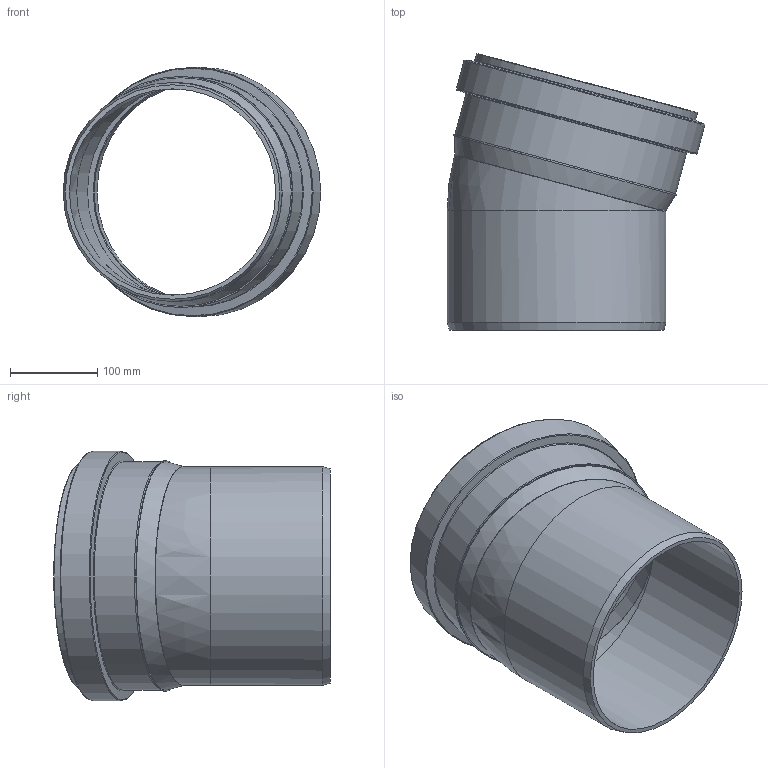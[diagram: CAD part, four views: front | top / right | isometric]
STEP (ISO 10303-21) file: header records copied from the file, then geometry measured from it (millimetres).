
FILE_DESCRIPTION(/* description */ (''),/* implementation_level */ '2;1');
FILE_NAME(/* name */ '224200 KGB Bogen DN_OD 250_15°.stp',/* time_stamp */ '2017-04-22T11:32:37+02:00',/* author */ ('user1'),/* organization */ (''),/* preprocessor_version */ 'ST-DEVELOPER v16.1',/* originating_system */ 'Autodesk Inventor 2016',/* authorisation */ '');
FILE_SCHEMA (('AUTOMOTIVE_DESIGN { 1 0 10303 214 3 1 1 }'));
Length unit declared in the file: millimetre
Products named in the file (1): 224200 KGB Bogen DN_OD 250_15°
Bounding box: 295 x 316.98 x 285.5 mm (x, y, z)
Volume: 1559207.8 mm3; surface area: 499004.2 mm2
Topology: 1 solids, 1 shells, 40 faces, 83 edges, 46 vertices
Faces by surface type: cylinder 13, torus 10, cone 7, plane 5, bspline 5
Full cylindrical faces by diameter (mm): 236.3 x2, 250.5 x1, 250.8 x1, 251.1 x2, 261.8 x2, 262.1 x1, 264.8 x1, 274.5 x1, 285.5 x1
Entity records: 1026 total; most frequent: CARTESIAN_POINT 302, DIRECTION 154, ORIENTED_EDGE 98, AXIS2_PLACEMENT_3D 77, EDGE_LOOP 74, EDGE_CURVE 49, VERTEX_POINT 43, FACE_OUTER_BOUND 40
